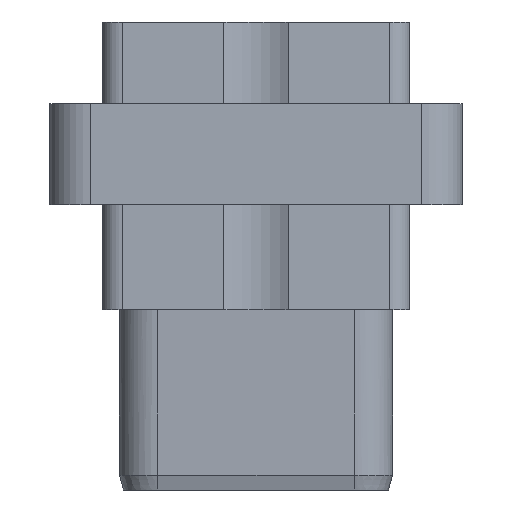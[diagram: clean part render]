
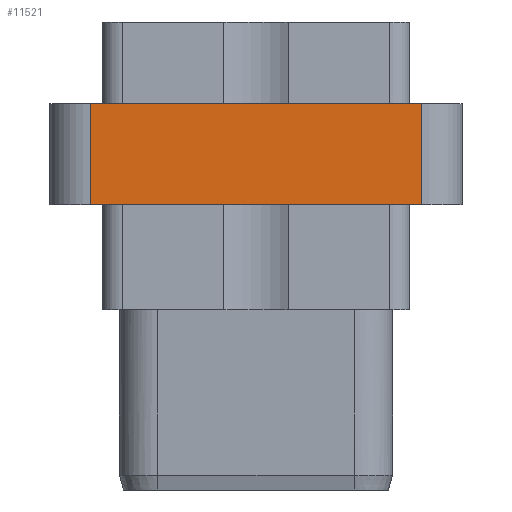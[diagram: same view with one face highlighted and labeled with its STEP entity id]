
A CAD part, left-side view. The second image highlights one B-rep face of the part: STEP entity #11521.
In plain terms, the highlighted planar face has unit normal (-1, 0, 0).
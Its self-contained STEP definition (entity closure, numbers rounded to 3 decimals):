
#5=DIRECTION('',(0.,-1.,0.));
#6=VECTOR('',#5,16.26);
#7=CARTESIAN_POINT('',(-43.93,8.13,0.));
#8=LINE('',#7,#6);
#89=DIRECTION('',(0.,0.,-1.));
#90=VECTOR('',#89,4.96);
#91=CARTESIAN_POINT('',(-43.93,-8.13,4.96));
#92=LINE('',#91,#90);
#116=DIRECTION('',(0.,0.,-1.));
#117=VECTOR('',#116,4.96);
#118=CARTESIAN_POINT('',(-43.93,8.13,4.96));
#119=LINE('',#118,#117);
#169=DIRECTION('',(0.,-1.,0.));
#170=VECTOR('',#169,16.26);
#171=CARTESIAN_POINT('',(-43.93,8.13,4.96));
#172=LINE('',#171,#170);
#8713=CARTESIAN_POINT('',(-43.93,8.13,4.96));
#8714=VERTEX_POINT('',#8713);
#8715=CARTESIAN_POINT('',(-43.93,8.13,0.));
#8716=VERTEX_POINT('',#8715);
#8717=CARTESIAN_POINT('',(-43.93,-8.13,4.96));
#8718=CARTESIAN_POINT('',(-43.93,-8.13,0.));
#8719=VERTEX_POINT('',#8717);
#8720=VERTEX_POINT('',#8718);
#11508=CARTESIAN_POINT('',(-43.93,10.13,0.));
#11509=DIRECTION('',(-1.,0.,0.));
#11510=DIRECTION('',(0.,-1.,0.));
#11511=AXIS2_PLACEMENT_3D('',#11508,#11509,#11510);
#11512=PLANE('',#11511);
#11514=ORIENTED_EDGE('',*,*,#11513,.F.);
#11516=ORIENTED_EDGE('',*,*,#11515,.T.);
#11517=ORIENTED_EDGE('',*,*,#11499,.T.);
#11518=ORIENTED_EDGE('',*,*,#11406,.F.);
#11519=EDGE_LOOP('',(#11514,#11516,#11517,#11518));
#11520=FACE_OUTER_BOUND('',#11519,.F.);
#11521=ADVANCED_FACE('',(#11520),#11512,.T.);
#11406=EDGE_CURVE('',#8716,#8720,#8,.T.);
#11499=EDGE_CURVE('',#8719,#8720,#92,.T.);
#11513=EDGE_CURVE('',#8714,#8716,#119,.T.);
#11515=EDGE_CURVE('',#8714,#8719,#172,.T.);
